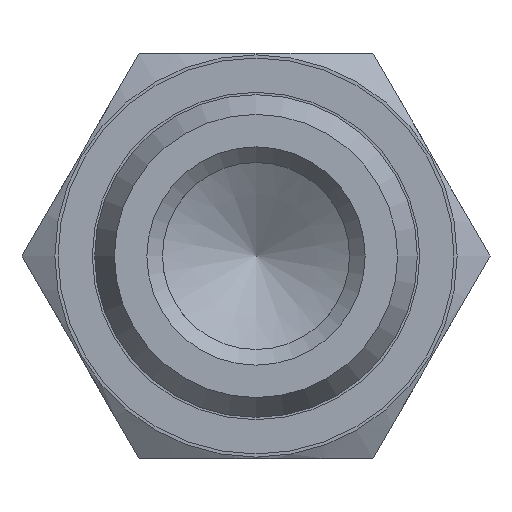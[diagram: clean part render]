
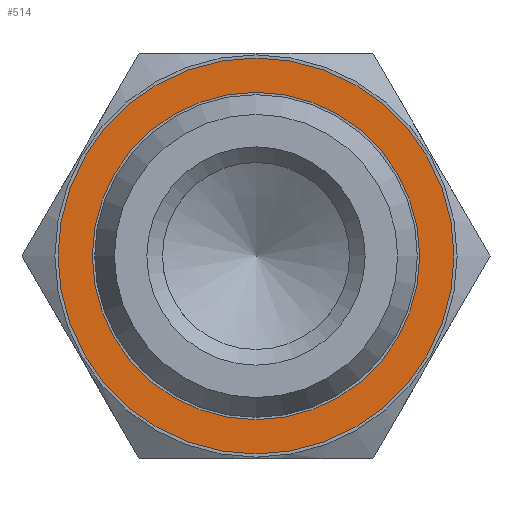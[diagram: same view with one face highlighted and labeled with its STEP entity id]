
A CAD part, front view. The second image highlights one B-rep face of the part: STEP entity #514.
In plain terms, the highlighted planar face has unit normal (0, -1, 0).
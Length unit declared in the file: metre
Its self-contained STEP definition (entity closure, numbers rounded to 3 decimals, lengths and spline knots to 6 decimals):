
#93=ORIENTED_EDGE('',*,*,#197,.T.);
#94=ORIENTED_EDGE('',*,*,#198,.F.);
#197=EDGE_CURVE('',#249,#249,#292,.T.);
#198=EDGE_CURVE('',#250,#250,#293,.T.);
#249=VERTEX_POINT('',#757);
#250=VERTEX_POINT('',#759);
#292=CIRCLE('',#564,0.0105);
#293=CIRCLE('',#565,0.0127);
#316=EDGE_LOOP('',(#93));
#317=EDGE_LOOP('',(#94));
#376=FACE_BOUND('',#316,.T.);
#377=FACE_BOUND('',#317,.T.);
#437=PLANE('',#563);
#514=ADVANCED_FACE('',(#376,#377),#437,.T.);
#563=AXIS2_PLACEMENT_3D('',#755,#626,#627);
#564=AXIS2_PLACEMENT_3D('',#756,#628,#629);
#565=AXIS2_PLACEMENT_3D('',#758,#630,#631);
#626=DIRECTION('',(0.,-1.,0.));
#627=DIRECTION('',(0.,0.,-1.));
#628=DIRECTION('',(0.,1.,0.));
#629=DIRECTION('',(0.,0.,-1.));
#630=DIRECTION('',(0.,1.,0.));
#631=DIRECTION('',(0.,0.,-1.));
#755=CARTESIAN_POINT('',(-0.0105,0.0115,0.));
#756=CARTESIAN_POINT('',(0.,0.0115,0.));
#757=CARTESIAN_POINT('',(0.,0.0115,-0.0105));
#758=CARTESIAN_POINT('',(0.,0.0115,0.));
#759=CARTESIAN_POINT('',(0.,0.0115,-0.0127));
